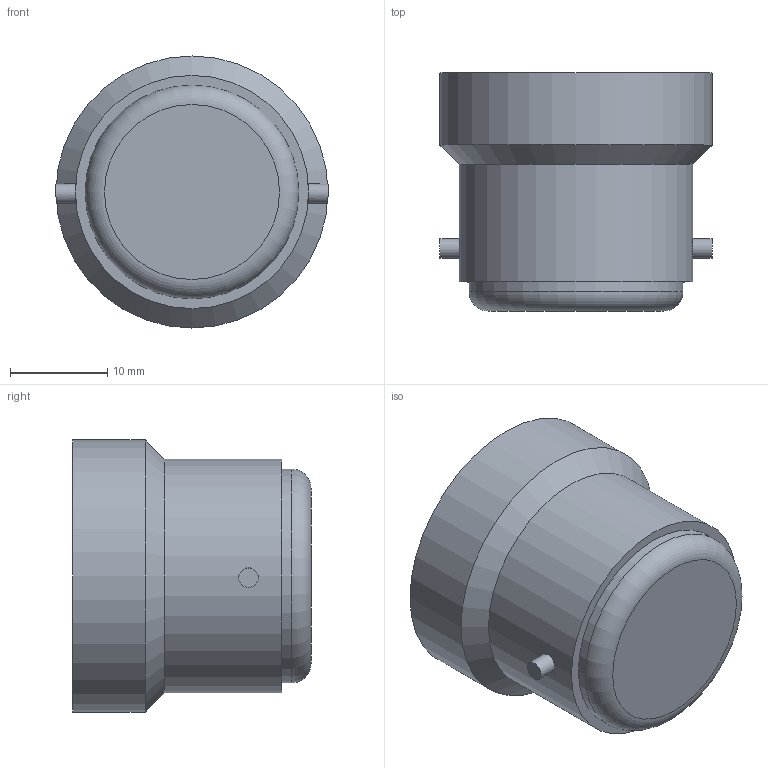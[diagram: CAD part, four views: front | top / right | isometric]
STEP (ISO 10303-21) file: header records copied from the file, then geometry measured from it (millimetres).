
FILE_DESCRIPTION(/* description */ (''),/* implementation_level */ '2;1');
FILE_NAME(/* name */ 'b22.step',/* time_stamp */ '2018-08-14T13:32:31+05:00',/* author */ (''),/* organization */ (''),/* preprocessor_version */ 'ST-DEVELOPER v17',/* originating_system */ 'Autodesk Translation Framework v7.1.0.215',/* authorisation */ '');
FILE_SCHEMA (('AUTOMOTIVE_DESIGN { 1 0 10303 214 3 1 1 }'));
Length unit declared in the file: millimetre
Products named in the file (1): b22
Bounding box: 28.02 x 24.5 x 28 mm (x, y, z)
Volume: 2817.8 mm3; surface area: 4544.7 mm2
Topology: 4 solids, 4 shells, 18 faces, 34 edges, 24 vertices
Faces by surface type: plane 8, cylinder 7, cone 2, torus 1
Full cylindrical faces by diameter (mm): 2 x2, 22 x2, 24 x1, 26 x1, 28 x1
Entity records: 509 total; most frequent: DIRECTION 97, CARTESIAN_POINT 77, ORIENTED_EDGE 68, AXIS2_PLACEMENT_3D 44, EDGE_CURVE 34, CIRCLE 25, VERTEX_POINT 24, EDGE_LOOP 20
